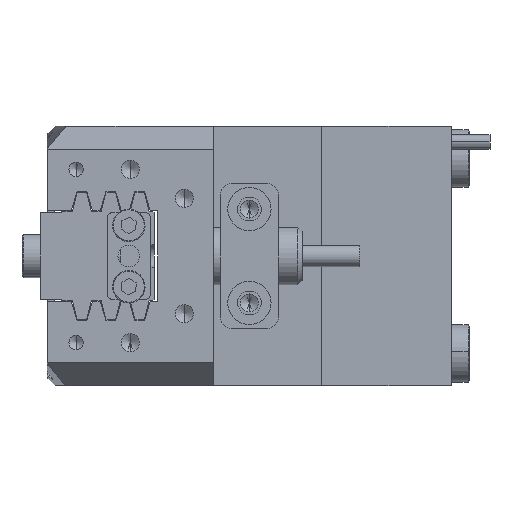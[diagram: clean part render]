
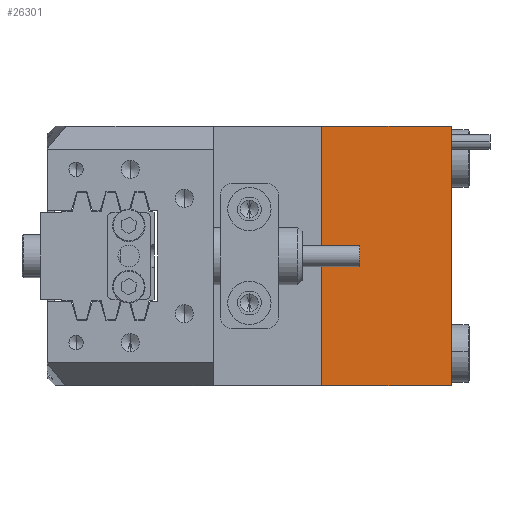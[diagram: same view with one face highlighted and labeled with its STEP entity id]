
A CAD part, left-side view. The second image highlights one B-rep face of the part: STEP entity #26301.
In plain terms, the highlighted face is planar.
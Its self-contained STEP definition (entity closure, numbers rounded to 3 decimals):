
#1233 = VERTEX_POINT ( 'NONE', #10545 ) ;
#1941 = EDGE_CURVE ( 'NONE', #33013, #1233, #39110, .T. ) ;
#4294 = CARTESIAN_POINT ( 'NONE',  ( 26., 23.05, 18. ) ) ;
#4423 = DIRECTION ( 'NONE',  ( 0., -1., 0. ) ) ;
#4757 = DIRECTION ( 'NONE',  ( 0., 0., 1. ) ) ;
#5581 = DIRECTION ( 'NONE',  ( 0., 0., -1. ) ) ;
#5735 = CARTESIAN_POINT ( 'NONE',  ( 26., 0., 18. ) ) ;
#6870 = EDGE_CURVE ( 'NONE', #33013, #35883, #28093, .T. ) ;
#8390 = PLANE ( 'NONE',  #25309 ) ;
#8948 = CARTESIAN_POINT ( 'NONE',  ( 26., 18., 18. ) ) ;
#10545 = CARTESIAN_POINT ( 'NONE',  ( 26., 18., -18. ) ) ;
#11546 = ORIENTED_EDGE ( 'NONE', *, *, #13282, .F. ) ;
#13282 = EDGE_CURVE ( 'NONE', #1233, #15159, #37805, .T. ) ;
#14085 = DIRECTION ( 'NONE',  ( 0., 0., -1. ) ) ;
#15159 = VERTEX_POINT ( 'NONE', #31389 ) ;
#19127 = VECTOR ( 'NONE', #38163, 1000. ) ;
#20579 = DIRECTION ( 'NONE',  ( -1., 0., 0. ) ) ;
#22162 = ORIENTED_EDGE ( 'NONE', *, *, #1941, .F. ) ;
#25309 = AXIS2_PLACEMENT_3D ( 'NONE', #35549, #20579, #4757 ) ;
#25712 = FACE_OUTER_BOUND ( 'NONE', #26664, .T. ) ;
#26140 = ORIENTED_EDGE ( 'NONE', *, *, #6870, .T. ) ;
#26301 = ADVANCED_FACE ( 'NONE', ( #25712 ), #8390, .F. ) ;
#26664 = EDGE_LOOP ( 'NONE', ( #22162, #26140, #38622, #11546 ) ) ;
#28093 = LINE ( 'NONE', #4294, #36713 ) ;
#29022 = VECTOR ( 'NONE', #5581, 1000. ) ;
#30177 = EDGE_CURVE ( 'NONE', #35883, #15159, #39120, .T. ) ;
#31389 = CARTESIAN_POINT ( 'NONE',  ( 26., 0., -18. ) ) ;
#32659 = CARTESIAN_POINT ( 'NONE',  ( 26., 0., 18. ) ) ;
#33013 = VERTEX_POINT ( 'NONE', #36530 ) ;
#33354 = VECTOR ( 'NONE', #14085, 1000. ) ;
#34538 = CARTESIAN_POINT ( 'NONE',  ( 26., 23.05, -18. ) ) ;
#35549 = CARTESIAN_POINT ( 'NONE',  ( 26., 23.05, 18. ) ) ;
#35883 = VERTEX_POINT ( 'NONE', #5735 ) ;
#36530 = CARTESIAN_POINT ( 'NONE',  ( 26., 18., 18. ) ) ;
#36713 = VECTOR ( 'NONE', #4423, 1000. ) ;
#37805 = LINE ( 'NONE', #34538, #19127 ) ;
#38163 = DIRECTION ( 'NONE',  ( 0., -1., 0. ) ) ;
#38622 = ORIENTED_EDGE ( 'NONE', *, *, #30177, .T. ) ;
#39110 = LINE ( 'NONE', #8948, #29022 ) ;
#39120 = LINE ( 'NONE', #32659, #33354 ) ;
